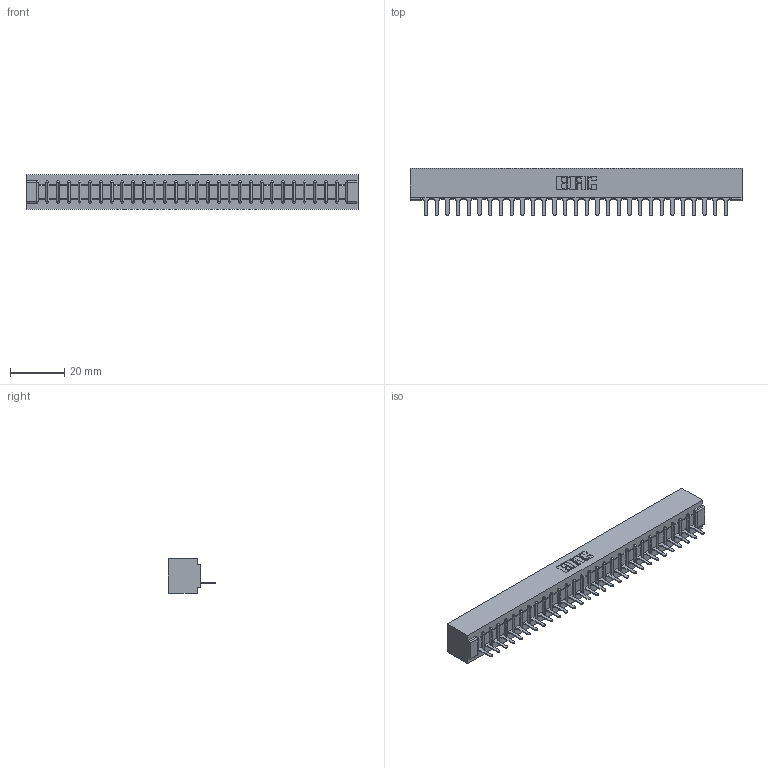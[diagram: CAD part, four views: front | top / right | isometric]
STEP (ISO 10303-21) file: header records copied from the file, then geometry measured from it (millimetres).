
FILE_DESCRIPTION (( 'STEP AP203' ), '1' );
FILE_NAME ('357-029-525-101.STEP', '2019-09-14T03:22:28', ( '' ), ( '' ), 'SwSTEP 2.0', 'SolidWorks 2016', '' );
FILE_SCHEMA (( 'CONFIG_CONTROL_DESIGN' ));
Length unit declared in the file: inch
Products named in the file (3): 307 Part_No Mounting Lugs; 307-290-001_525; 357-029-525-101
Assembly tree (30 placements, depth 2):
  357-029-525-101
    307 Part_No Mounting Lugs
    307-290-001_525  x29
Bounding box: 122.78 x 17.42 x 12.7 mm (x, y, z)
Volume: 13159.1 mm3; surface area: 13743.8 mm2
Topology: 30 solids, 30 shells, 1764 faces, 4997 edges, 3210 vertices
Faces by surface type: plane 1139, cylinder 565, sphere 60
Entity records: 26154 total; most frequent: CARTESIAN_POINT 4400, ORIENTED_EDGE 4386, DIRECTION 4285, EDGE_CURVE 2193, VECTOR 1679, LINE 1679, VERTEX_POINT 1418, AXIS2_PLACEMENT_3D 1303
